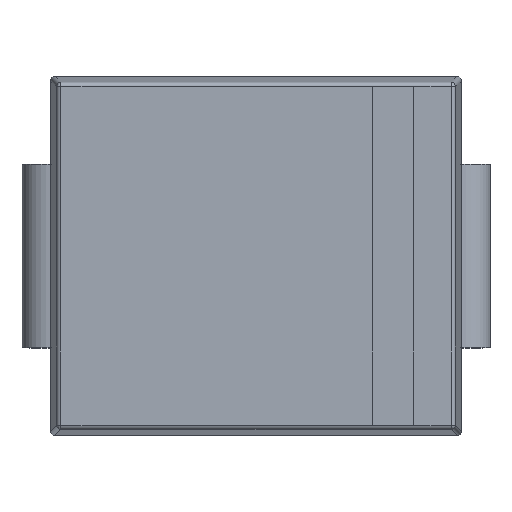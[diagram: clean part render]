
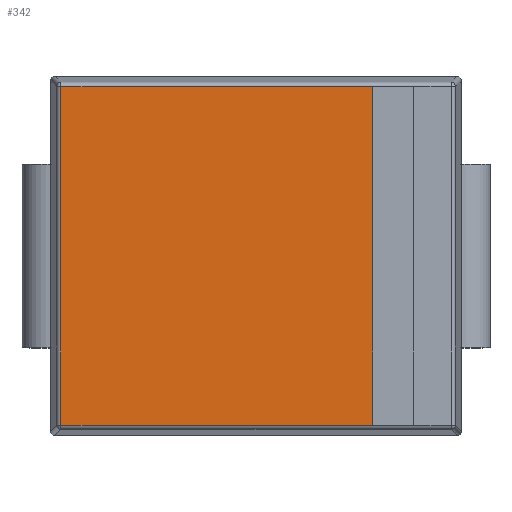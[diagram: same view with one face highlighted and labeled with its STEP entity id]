
A CAD part, top view. The second image highlights one B-rep face of the part: STEP entity #342.
In plain terms, the highlighted planar face has unit normal (0, 0, 1).
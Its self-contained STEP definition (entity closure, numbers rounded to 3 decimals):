
#342=ADVANCED_FACE('',(#1034),#1036,.T.);
#1034=FACE_BOUND('',#1035,.T.);
#1035=EDGE_LOOP('',(#1729,#1730,#1731,#1732));
#1036=PLANE('',#1037);
#1037=AXIS2_PLACEMENT_3D('',#1038,#1039,#1040);
#1038=CARTESIAN_POINT('',(0.,0.,2.65));
#1039=DIRECTION('',(0.,0.,1.));
#1040=DIRECTION('',(1.,0.,0.));
#1729=ORIENTED_EDGE('',*,*,#2033,.T.);
#1730=ORIENTED_EDGE('',*,*,#2034,.T.);
#1731=ORIENTED_EDGE('',*,*,#2035,.T.);
#1732=ORIENTED_EDGE('',*,*,#2030,.F.);
#2030=EDGE_CURVE('',#2270,#2272,#2273,.T.);
#2033=EDGE_CURVE('',#2270,#2277,#2278,.T.);
#2034=EDGE_CURVE('',#2277,#2279,#2280,.T.);
#2035=EDGE_CURVE('',#2279,#2272,#2281,.T.);
#2270=VERTEX_POINT('',#2746);
#2272=VERTEX_POINT('',#2750);
#2273=LINE('',#2751,#2752);
#2277=VERTEX_POINT('',#2761);
#2278=LINE('',#2762,#2763);
#2279=VERTEX_POINT('',#2765);
#2280=LINE('',#2766,#2767);
#2281=LINE('',#2769,#2770);
#2746=CARTESIAN_POINT('',(5.386,2.947,2.65));
#2750=CARTESIAN_POINT('',(5.386,-2.947,2.65));
#2751=CARTESIAN_POINT('',(5.386,2.947,2.65));
#2752=VECTOR('',#2753,1.);
#2753=DIRECTION('',(0.,-1.,0.));
#2761=CARTESIAN_POINT('',(-0.047,2.947,2.65));
#2762=CARTESIAN_POINT('',(5.386,2.947,2.65));
#2763=VECTOR('',#2764,1.);
#2764=DIRECTION('',(-1.,0.,0.));
#2765=CARTESIAN_POINT('',(-0.047,-2.947,2.65));
#2766=CARTESIAN_POINT('',(-0.047,2.947,2.65));
#2767=VECTOR('',#2768,1.);
#2768=DIRECTION('',(0.,-1.,0.));
#2769=CARTESIAN_POINT('',(-0.047,-2.947,2.65));
#2770=VECTOR('',#2771,1.);
#2771=DIRECTION('',(1.,0.,0.));
